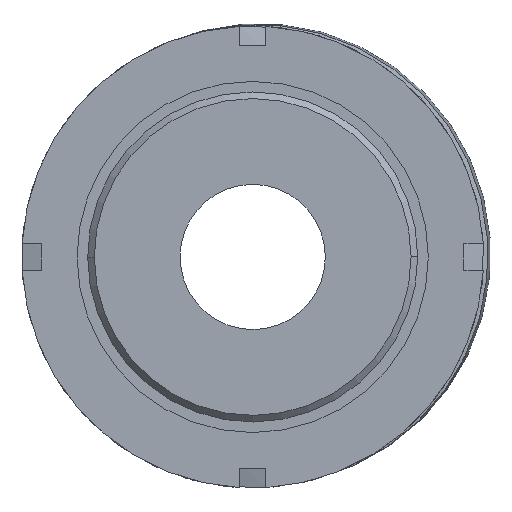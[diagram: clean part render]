
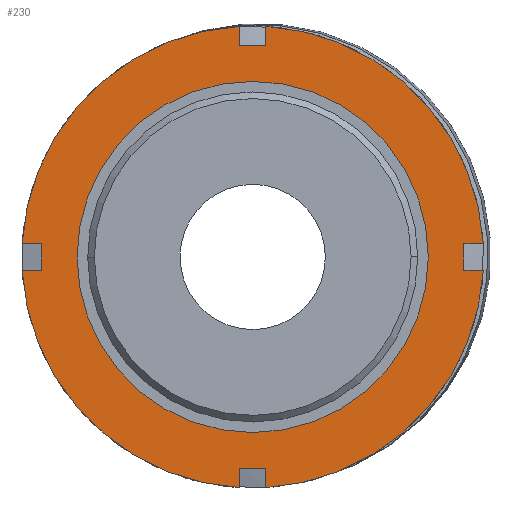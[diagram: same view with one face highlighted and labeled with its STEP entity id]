
A CAD part, front view. The second image highlights one B-rep face of the part: STEP entity #230.
In plain terms, the highlighted planar face has unit normal (0, -1, 0).
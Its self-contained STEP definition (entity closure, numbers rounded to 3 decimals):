
#3 = CARTESIAN_POINT ( 'NONE',  ( 0., -58., 0. ) ) ;
#72 = AXIS2_PLACEMENT_3D ( 'NONE', #2467, #1151, #4156 ) ;
#154 = VERTEX_POINT ( 'NONE', #289 ) ;
#171 = CARTESIAN_POINT ( 'NONE',  ( -2., -58., -32. ) ) ;
#180 = FACE_BOUND ( 'NONE', #2420, .T. ) ;
#181 = VECTOR ( 'NONE', #1991, 1000. ) ;
#203 = LINE ( 'NONE', #4076, #1841 ) ;
#209 = CARTESIAN_POINT ( 'NONE',  ( 2., -58., -34.943 ) ) ;
#230 = ADVANCED_FACE ( 'NONE', ( #180, #3902 ), #1291, .F. ) ;
#289 = CARTESIAN_POINT ( 'NONE',  ( -2., -58., 32. ) ) ;
#294 = CARTESIAN_POINT ( 'NONE',  ( -32., -58., 2. ) ) ;
#337 = LINE ( 'NONE', #682, #181 ) ;
#350 = VERTEX_POINT ( 'NONE', #2059 ) ;
#355 = VECTOR ( 'NONE', #4200, 1000. ) ;
#396 = VECTOR ( 'NONE', #3356, 1000. ) ;
#417 = CARTESIAN_POINT ( 'NONE',  ( -2., -58., -34.943 ) ) ;
#441 = VECTOR ( 'NONE', #2876, 1000. ) ;
#520 = CARTESIAN_POINT ( 'NONE',  ( 26.6, -58., 2. ) ) ;
#567 = VERTEX_POINT ( 'NONE', #897 ) ;
#624 = VERTEX_POINT ( 'NONE', #2230 ) ;
#680 = CARTESIAN_POINT ( 'NONE',  ( 34.943, -58., -2. ) ) ;
#682 = CARTESIAN_POINT ( 'NONE',  ( 0., -58., -32. ) ) ;
#692 = EDGE_CURVE ( 'NONE', #3133, #1259, #1632, .T. ) ;
#696 = DIRECTION ( 'NONE',  ( 0., 0., 1. ) ) ;
#717 = VECTOR ( 'NONE', #3616, 1000. ) ;
#734 = CARTESIAN_POINT ( 'NONE',  ( -32., -58., 0. ) ) ;
#759 = LINE ( 'NONE', #520, #355 ) ;
#779 = ORIENTED_EDGE ( 'NONE', *, *, #3884, .F. ) ;
#897 = CARTESIAN_POINT ( 'NONE',  ( 32., -58., -2. ) ) ;
#902 = CARTESIAN_POINT ( 'NONE',  ( -32., -58., -2. ) ) ;
#908 = EDGE_CURVE ( 'NONE', #350, #3508, #203, .T. ) ;
#917 = VECTOR ( 'NONE', #2163, 1000. ) ;
#931 = VERTEX_POINT ( 'NONE', #4031 ) ;
#956 = VECTOR ( 'NONE', #2756, 1000. ) ;
#971 = DIRECTION ( 'NONE',  ( 0., 0., 1. ) ) ;
#996 = CARTESIAN_POINT ( 'NONE',  ( 32., -58., 0. ) ) ;
#1032 = ORIENTED_EDGE ( 'NONE', *, *, #2933, .T. ) ;
#1063 = CIRCLE ( 'NONE', #3263, 35. ) ;
#1078 = CARTESIAN_POINT ( 'NONE',  ( 0., -58., 0. ) ) ;
#1089 = VERTEX_POINT ( 'NONE', #171 ) ;
#1121 = DIRECTION ( 'NONE',  ( 0., 0., 1. ) ) ;
#1130 = ORIENTED_EDGE ( 'NONE', *, *, #1666, .F. ) ;
#1132 = EDGE_LOOP ( 'NONE', ( #2635, #1952, #2517, #1620, #1130, #1335, #1032, #3239, #3025, #779, #4034, #1847, #3500, #3389, #1181, #2648 ) ) ;
#1151 = DIRECTION ( 'NONE',  ( 0., 1., 0. ) ) ;
#1181 = ORIENTED_EDGE ( 'NONE', *, *, #692, .T. ) ;
#1256 = EDGE_CURVE ( 'NONE', #3597, #2611, #4021, .T. ) ;
#1259 = VERTEX_POINT ( 'NONE', #294 ) ;
#1291 = PLANE ( 'NONE',  #2362 ) ;
#1335 = ORIENTED_EDGE ( 'NONE', *, *, #2023, .F. ) ;
#1390 = VECTOR ( 'NONE', #4085, 1000. ) ;
#1392 = DIRECTION ( 'NONE',  ( 1., 0., 0. ) ) ;
#1440 = CARTESIAN_POINT ( 'NONE',  ( 32., -58., 2. ) ) ;
#1465 = CARTESIAN_POINT ( 'NONE',  ( 0., -58., 0. ) ) ;
#1514 = VECTOR ( 'NONE', #1893, 1000. ) ;
#1598 = AXIS2_PLACEMENT_3D ( 'NONE', #3, #2940, #3595 ) ;
#1620 = ORIENTED_EDGE ( 'NONE', *, *, #4229, .T. ) ;
#1632 = LINE ( 'NONE', #3269, #717 ) ;
#1647 = DIRECTION ( 'NONE',  ( 0., 1., 0. ) ) ;
#1666 = EDGE_CURVE ( 'NONE', #2984, #3609, #3079, .T. ) ;
#1667 = CARTESIAN_POINT ( 'NONE',  ( 2., -58., 32. ) ) ;
#1686 = CARTESIAN_POINT ( 'NONE',  ( 0., -58., 0. ) ) ;
#1708 = LINE ( 'NONE', #2176, #441 ) ;
#1718 = EDGE_CURVE ( 'NONE', #3883, #2149, #759, .T. ) ;
#1794 = AXIS2_PLACEMENT_3D ( 'NONE', #1465, #1796, #3817 ) ;
#1796 = DIRECTION ( 'NONE',  ( 0., 1., 0. ) ) ;
#1841 = VECTOR ( 'NONE', #1392, 1000. ) ;
#1847 = ORIENTED_EDGE ( 'NONE', *, *, #3843, .T. ) ;
#1868 = EDGE_CURVE ( 'NONE', #567, #2149, #3757, .T. ) ;
#1893 = DIRECTION ( 'NONE',  ( -1., 0., 0. ) ) ;
#1952 = ORIENTED_EDGE ( 'NONE', *, *, #2138, .F. ) ;
#1991 = DIRECTION ( 'NONE',  ( 1., 0., 0. ) ) ;
#2017 = VECTOR ( 'NONE', #2789, 1000. ) ;
#2018 = EDGE_CURVE ( 'NONE', #3133, #931, #2816, .T. ) ;
#2023 = EDGE_CURVE ( 'NONE', #3168, #2984, #1063, .T. ) ;
#2059 = CARTESIAN_POINT ( 'NONE',  ( -34.943, -58., -2. ) ) ;
#2060 = CARTESIAN_POINT ( 'NONE',  ( 0., -58., 32. ) ) ;
#2138 = EDGE_CURVE ( 'NONE', #3761, #350, #3605, .T. ) ;
#2149 = VERTEX_POINT ( 'NONE', #1440 ) ;
#2163 = DIRECTION ( 'NONE',  ( 0., 0., 1. ) ) ;
#2176 = CARTESIAN_POINT ( 'NONE',  ( -2., -58., 0. ) ) ;
#2219 = CIRCLE ( 'NONE', #72, 35. ) ;
#2230 = CARTESIAN_POINT ( 'NONE',  ( 2., -58., 34.943 ) ) ;
#2297 = CARTESIAN_POINT ( 'NONE',  ( 26.6, -58., 0. ) ) ;
#2362 = AXIS2_PLACEMENT_3D ( 'NONE', #2297, #1647, #2979 ) ;
#2376 = LINE ( 'NONE', #2060, #1390 ) ;
#2384 = LINE ( 'NONE', #4166, #1514 ) ;
#2420 = EDGE_LOOP ( 'NONE', ( #3602, #2733 ) ) ;
#2467 = CARTESIAN_POINT ( 'NONE',  ( 0., -58., 0. ) ) ;
#2517 = ORIENTED_EDGE ( 'NONE', *, *, #3898, .T. ) ;
#2611 = VERTEX_POINT ( 'NONE', #4046 ) ;
#2635 = ORIENTED_EDGE ( 'NONE', *, *, #908, .F. ) ;
#2648 = ORIENTED_EDGE ( 'NONE', *, *, #2662, .T. ) ;
#2654 = DIRECTION ( 'NONE',  ( 0., 1., 0. ) ) ;
#2662 = EDGE_CURVE ( 'NONE', #1259, #3508, #3700, .T. ) ;
#2733 = ORIENTED_EDGE ( 'NONE', *, *, #3394, .T. ) ;
#2740 = CARTESIAN_POINT ( 'NONE',  ( 2., -58., 0. ) ) ;
#2751 = LINE ( 'NONE', #2740, #956 ) ;
#2756 = DIRECTION ( 'NONE',  ( 0., 0., -1. ) ) ;
#2789 = DIRECTION ( 'NONE',  ( 0., 0., 1. ) ) ;
#2812 = EDGE_CURVE ( 'NONE', #624, #3129, #2751, .T. ) ;
#2816 = CIRCLE ( 'NONE', #3121, 35. ) ;
#2857 = CARTESIAN_POINT ( 'NONE',  ( -2., -58., 0. ) ) ;
#2876 = DIRECTION ( 'NONE',  ( 0., 0., -1. ) ) ;
#2918 = LINE ( 'NONE', #2857, #2017 ) ;
#2933 = EDGE_CURVE ( 'NONE', #3168, #567, #2384, .T. ) ;
#2940 = DIRECTION ( 'NONE',  ( 0., 1., 0. ) ) ;
#2965 = CARTESIAN_POINT ( 'NONE',  ( 2., -58., -32. ) ) ;
#2971 = CARTESIAN_POINT ( 'NONE',  ( -34.943, -58., 2. ) ) ;
#2977 = VECTOR ( 'NONE', #971, 1000. ) ;
#2979 = DIRECTION ( 'NONE',  ( 0., 0., 1. ) ) ;
#2984 = VERTEX_POINT ( 'NONE', #209 ) ;
#3025 = ORIENTED_EDGE ( 'NONE', *, *, #1718, .F. ) ;
#3079 = LINE ( 'NONE', #4158, #917 ) ;
#3086 = DIRECTION ( 'NONE',  ( 0., 1., 0. ) ) ;
#3121 = AXIS2_PLACEMENT_3D ( 'NONE', #1686, #3343, #3357 ) ;
#3129 = VERTEX_POINT ( 'NONE', #1667 ) ;
#3133 = VERTEX_POINT ( 'NONE', #2971 ) ;
#3168 = VERTEX_POINT ( 'NONE', #680 ) ;
#3187 = CARTESIAN_POINT ( 'NONE',  ( 34.943, -58., 2. ) ) ;
#3239 = ORIENTED_EDGE ( 'NONE', *, *, #1868, .T. ) ;
#3263 = AXIS2_PLACEMENT_3D ( 'NONE', #1078, #2654, #696 ) ;
#3269 = CARTESIAN_POINT ( 'NONE',  ( 26.6, -58., 2. ) ) ;
#3302 = CARTESIAN_POINT ( 'NONE',  ( 0., -58., 26.6 ) ) ;
#3343 = DIRECTION ( 'NONE',  ( 0., 1., 0. ) ) ;
#3356 = DIRECTION ( 'NONE',  ( 0., 0., -1. ) ) ;
#3357 = DIRECTION ( 'NONE',  ( 0., 0., 1. ) ) ;
#3389 = ORIENTED_EDGE ( 'NONE', *, *, #2018, .F. ) ;
#3394 = EDGE_CURVE ( 'NONE', #2611, #3597, #3591, .T. ) ;
#3401 = CARTESIAN_POINT ( 'NONE',  ( 0., -58., 0. ) ) ;
#3500 = ORIENTED_EDGE ( 'NONE', *, *, #4011, .F. ) ;
#3508 = VERTEX_POINT ( 'NONE', #902 ) ;
#3591 = CIRCLE ( 'NONE', #1794, 26.6 ) ;
#3595 = DIRECTION ( 'NONE',  ( 0., 0., 1. ) ) ;
#3597 = VERTEX_POINT ( 'NONE', #3302 ) ;
#3602 = ORIENTED_EDGE ( 'NONE', *, *, #1256, .T. ) ;
#3605 = CIRCLE ( 'NONE', #4109, 35. ) ;
#3609 = VERTEX_POINT ( 'NONE', #2965 ) ;
#3616 = DIRECTION ( 'NONE',  ( 1., 0., 0. ) ) ;
#3700 = LINE ( 'NONE', #734, #396 ) ;
#3757 = LINE ( 'NONE', #996, #2977 ) ;
#3761 = VERTEX_POINT ( 'NONE', #417 ) ;
#3817 = DIRECTION ( 'NONE',  ( 0., 0., 1. ) ) ;
#3843 = EDGE_CURVE ( 'NONE', #3129, #154, #2376, .T. ) ;
#3883 = VERTEX_POINT ( 'NONE', #3187 ) ;
#3884 = EDGE_CURVE ( 'NONE', #624, #3883, #2219, .T. ) ;
#3898 = EDGE_CURVE ( 'NONE', #3761, #1089, #2918, .T. ) ;
#3902 = FACE_OUTER_BOUND ( 'NONE', #1132, .T. ) ;
#4011 = EDGE_CURVE ( 'NONE', #931, #154, #1708, .T. ) ;
#4021 = CIRCLE ( 'NONE', #1598, 26.6 ) ;
#4031 = CARTESIAN_POINT ( 'NONE',  ( -2., -58., 34.943 ) ) ;
#4034 = ORIENTED_EDGE ( 'NONE', *, *, #2812, .T. ) ;
#4046 = CARTESIAN_POINT ( 'NONE',  ( 0., -58., -26.6 ) ) ;
#4076 = CARTESIAN_POINT ( 'NONE',  ( 26.6, -58., -2. ) ) ;
#4085 = DIRECTION ( 'NONE',  ( -1., 0., 0. ) ) ;
#4109 = AXIS2_PLACEMENT_3D ( 'NONE', #3401, #3086, #1121 ) ;
#4156 = DIRECTION ( 'NONE',  ( 0., 0., 1. ) ) ;
#4158 = CARTESIAN_POINT ( 'NONE',  ( 2., -58., 0. ) ) ;
#4166 = CARTESIAN_POINT ( 'NONE',  ( 26.6, -58., -2. ) ) ;
#4200 = DIRECTION ( 'NONE',  ( -1., 0., 0. ) ) ;
#4229 = EDGE_CURVE ( 'NONE', #1089, #3609, #337, .T. ) ;
